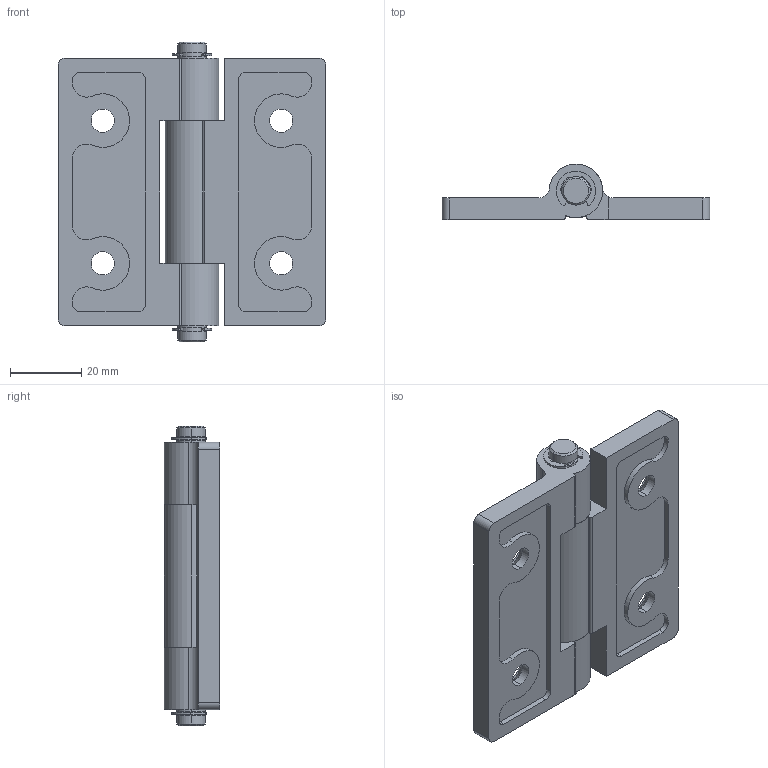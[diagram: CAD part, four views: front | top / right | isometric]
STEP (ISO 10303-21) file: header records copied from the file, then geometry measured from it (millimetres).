
FILE_DESCRIPTION (( 'STEP AP203' ), '1' );
FILE_NAME ('B-64-2.STEP', '2008-12-15T01:33:51', ( ' ' ), ( ' ' ), 'SwSTEP 2.0', 'SolidWorks 2007', '' );
FILE_SCHEMA (( 'CONFIG_CONTROL_DESIGN' ));
Length unit declared in the file: millimetre
Products named in the file (5): B-64-2; B-64-2僸儞僕A__棉太倌; B-64-2僸儞僕B__棉太倌; B-64-2僺儞__棉太倌; 兂5梡E宍巭傔椫_棉太倌
Assembly tree (5 placements, depth 2):
  B-64-2
    B-64-2僸儞僕A__棉太倌
    兂5梡E宍巭傔椫_棉太倌  x2
    B-64-2僺儞__棉太倌
    B-64-2僸儞僕B__棉太倌
Bounding box: 75 x 15.49 x 84 mm (x, y, z)
Volume: 36908.6 mm3; surface area: 20248.4 mm2
Topology: 5 solids, 5 shells, 165 faces, 427 edges, 278 vertices
Faces by surface type: cylinder 97, plane 56, cone 12
Entity records: 4943 total; most frequent: DIRECTION 836, CARTESIAN_POINT 750, ORIENTED_EDGE 728, EDGE_CURVE 364, AXIS2_PLACEMENT_3D 322, VERTEX_POINT 236, LINE 192, VECTOR 192
